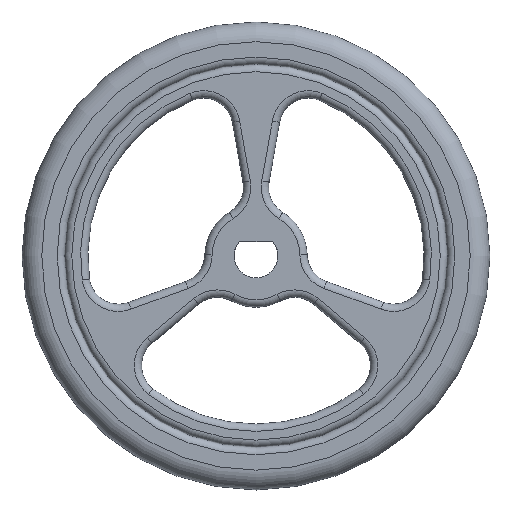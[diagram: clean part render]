
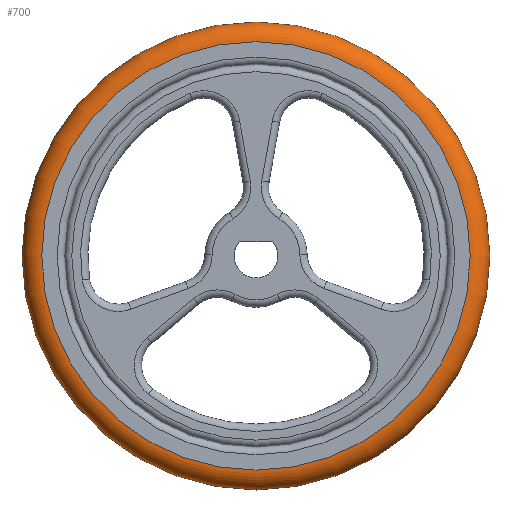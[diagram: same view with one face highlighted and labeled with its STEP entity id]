
A CAD part, top view. The second image highlights one B-rep face of the part: STEP entity #700.
In plain terms, the highlighted toroidal (fillet/blend) face has major radius 14.65 mm and minor radius 1.35 mm.
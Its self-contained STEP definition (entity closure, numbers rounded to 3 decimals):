
#546 = TOROIDAL_SURFACE ( 'NONE', #7907, 14.65, 1.35 ) ;
#700 = ADVANCED_FACE ( 'NONE', ( #8156, #16228 ), #546, .T. ) ;
#2133 = DIRECTION ( 'NONE',  ( 0., -1., 0. ) ) ;
#2263 = DIRECTION ( 'NONE',  ( 0., 0., 1. ) ) ;
#2596 = DIRECTION ( 'NONE',  ( 0., 0., 1. ) ) ;
#3731 = CARTESIAN_POINT ( 'NONE',  ( 0., -14.65, 3.3 ) ) ;
#3925 = CIRCLE ( 'NONE', #4791, 16. ) ;
#3961 = ORIENTED_EDGE ( 'NONE', *, *, #7172, .F. ) ;
#4791 = AXIS2_PLACEMENT_3D ( 'NONE', #14318, #2263, #2133 ) ;
#5512 = CARTESIAN_POINT ( 'NONE',  ( 0., 0., 1.95 ) ) ;
#5840 = EDGE_CURVE ( 'NONE', #12908, #12908, #3925, .T. ) ;
#7172 = EDGE_CURVE ( 'NONE', #12668, #12668, #12676, .T. ) ;
#7362 = DIRECTION ( 'NONE',  ( 0., -1., 0. ) ) ;
#7762 = AXIS2_PLACEMENT_3D ( 'NONE', #17742, #2596, #16148 ) ;
#7907 = AXIS2_PLACEMENT_3D ( 'NONE', #5512, #19423, #7362 ) ;
#8156 = FACE_OUTER_BOUND ( 'NONE', #15936, .T. ) ;
#10009 = ORIENTED_EDGE ( 'NONE', *, *, #5840, .T. ) ;
#12668 = VERTEX_POINT ( 'NONE', #3731 ) ;
#12676 = CIRCLE ( 'NONE', #7762, 14.65 ) ;
#12908 = VERTEX_POINT ( 'NONE', #18926 ) ;
#14318 = CARTESIAN_POINT ( 'NONE',  ( 0., 0., 1.95 ) ) ;
#15936 = EDGE_LOOP ( 'NONE', ( #3961 ) ) ;
#16148 = DIRECTION ( 'NONE',  ( 0., -1., 0. ) ) ;
#16228 = FACE_OUTER_BOUND ( 'NONE', #17762, .T. ) ;
#17742 = CARTESIAN_POINT ( 'NONE',  ( 0., 0., 3.3 ) ) ;
#17762 = EDGE_LOOP ( 'NONE', ( #10009 ) ) ;
#18926 = CARTESIAN_POINT ( 'NONE',  ( 0., -16., 1.95 ) ) ;
#19423 = DIRECTION ( 'NONE',  ( 0., 0., 1. ) ) ;
